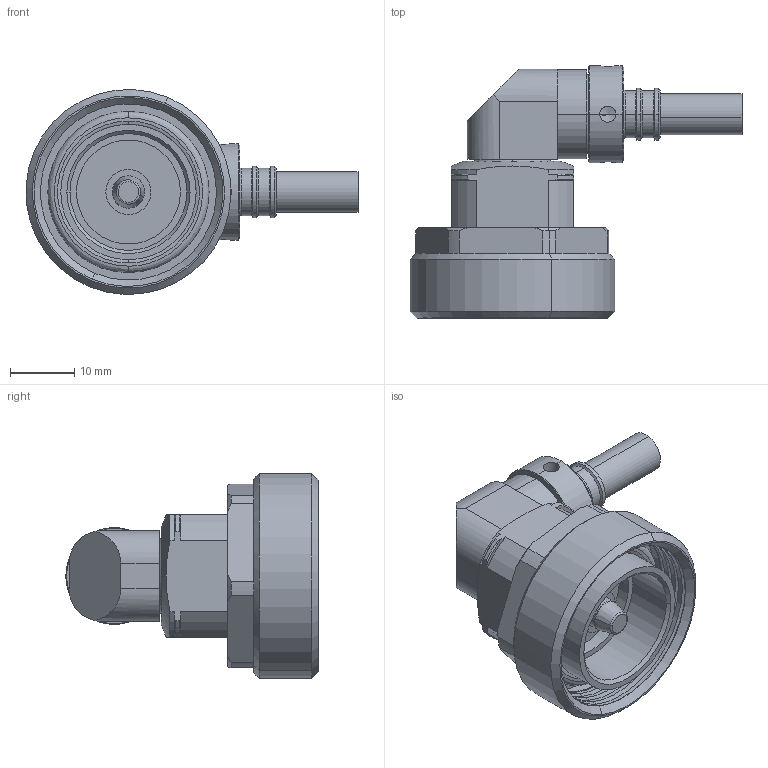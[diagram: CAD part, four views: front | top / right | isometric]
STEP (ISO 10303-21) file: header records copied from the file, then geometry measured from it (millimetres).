
FILE_DESCRIPTION (( 'STEP AP214' ), '1' );
FILE_NAME ('3190-8103(EZ-195&200-716M-RA-X)_SD.STEP', '2020-12-14T07:23:26', ( '' ), ( '' ), 'SwSTEP 2.0', 'SolidWorks 2018', '' );
FILE_SCHEMA (( 'AUTOMOTIVE_DESIGN' ));
Length unit declared in the file: millimetre
Products named in the file (7): 3192-6053_SD; SD^3192-6053; 3192-6113_SD; SD^3192-6113; 3192-6034_SD; SD^3192-6034; 3190-8103(EZ-195&200-716M-RA-X)_SD
Assembly tree (6 placements, depth 3):
  3190-8103(EZ-195&200-716M-RA-X)_SD
    3192-6034_SD
      SD^3192-6034
    3192-6113_SD
      SD^3192-6113
    3192-6053_SD
      SD^3192-6053
Bounding box: 51.49 x 39.1 x 31.77 mm (x, y, z)
Volume: 13718.2 mm3; surface area: 8911.1 mm2
Topology: 4 solids, 5 shells, 232 faces, 523 edges, 312 vertices
Faces by surface type: cylinder 85, cone 73, plane 56, bspline 12, torus 6
Entity records: 7154 total; most frequent: CARTESIAN_POINT 1753, DIRECTION 1173, ORIENTED_EDGE 1030, EDGE_CURVE 515, AXIS2_PLACEMENT_3D 482, VERTEX_POINT 312, EDGE_LOOP 255, CIRCLE 250
